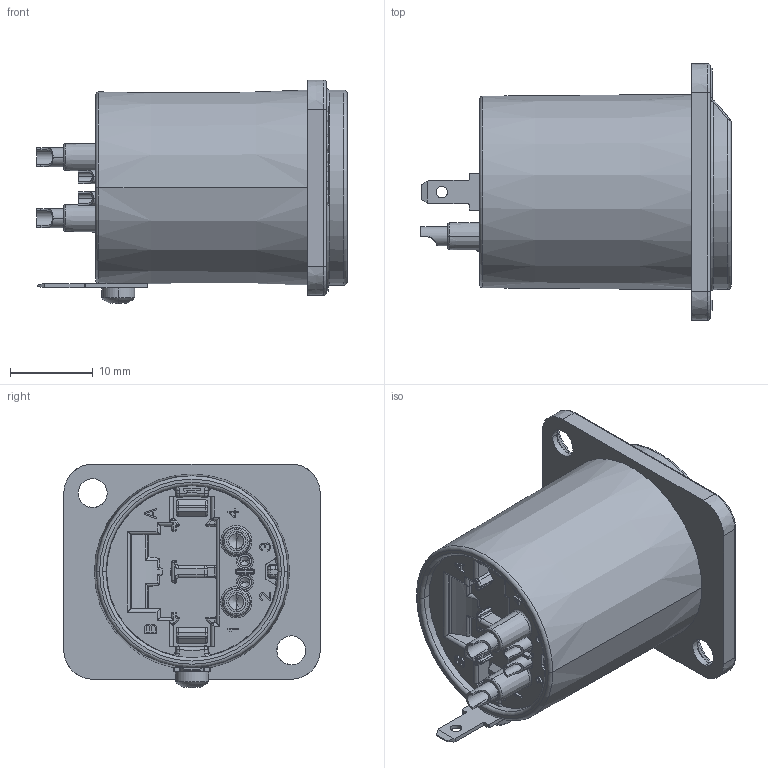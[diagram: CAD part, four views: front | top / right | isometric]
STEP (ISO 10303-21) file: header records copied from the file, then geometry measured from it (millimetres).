
FILE_DESCRIPTION((''),'2;1');
FILE_NAME('30009920','2022-08-26T08:42:32',('SYSTEM'),(''),'CREO PARAMETRIC BY PTC INC, 2021184','CREO PARAMETRIC BY PTC INC, 2021184','');
FILE_SCHEMA(('CONFIG_CONTROL_DESIGN'));
Length unit declared in the file: millimetre
Products named in the file (1): 30009920
Bounding box: 37.5 x 31 x 27.04 mm (x, y, z)
Volume: 12723.7 mm3; surface area: 5443.6 mm2
Topology: 1 solids, 6 shells, 1091 faces, 2793 edges, 1745 vertices
Faces by surface type: plane 529, cylinder 279, bspline 150, cone 53, torus 40, sphere 34, extrusion 6
Entity records: 40639 total; most frequent: CARTESIAN_POINT 15466, ORIENTED_EDGE 5570, DIRECTION 4694, EDGE_CURVE 2785, VERTEX_POINT 1745, VECTOR 1690, LINE 1684, AXIS2_PLACEMENT_3D 1502
